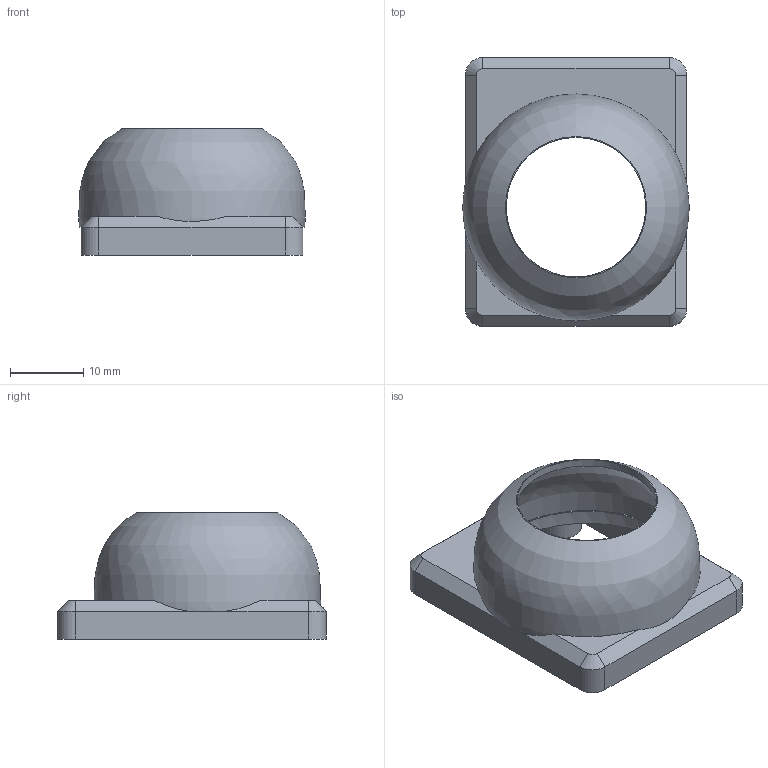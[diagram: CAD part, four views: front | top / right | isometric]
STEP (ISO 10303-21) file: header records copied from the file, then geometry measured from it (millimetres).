
FILE_DESCRIPTION(('FreeCAD Model'),'2;1');
FILE_NAME('Open CASCADE Shape Model','2025-01-08T21:49:47',(''),(''), 'Open CASCADE STEP processor 7.6','FreeCAD','Unknown');
FILE_SCHEMA(('AUTOMOTIVE_DESIGN { 1 0 10303 214 1 1 1 1 }'));
Length unit declared in the file: millimetre
Products named in the file (1): top
Bounding box: 30.84 x 36.55 x 17.19 mm (x, y, z)
Volume: 3242 mm3; surface area: 4644.1 mm2
Topology: 1 solids, 1 shells, 82 faces, 207 edges, 130 vertices
Faces by surface type: plane 52, cylinder 24, cone 4, revolution 2
Full cylindrical faces by diameter (mm): 3.3 x4, 19 x1, 28.314 x1
Entity records: 2900 total; most frequent: CARTESIAN_POINT 865, DIRECTION 431, ORIENTED_EDGE 414, EDGE_CURVE 207, AXIS2_PLACEMENT_3D 159, VERTEX_POINT 130, LINE 111, VECTOR 111
